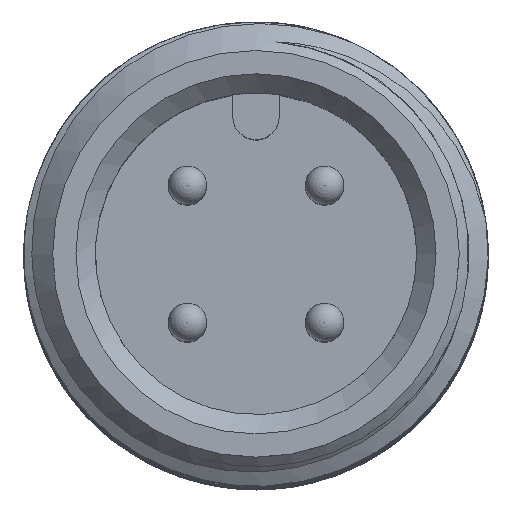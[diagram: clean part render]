
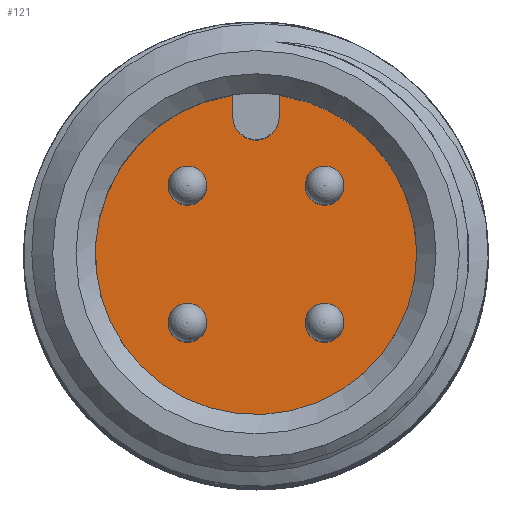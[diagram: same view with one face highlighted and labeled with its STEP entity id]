
A CAD part, top view. The second image highlights one B-rep face of the part: STEP entity #121.
In plain terms, the highlighted planar face has unit normal (0, 0, 1).
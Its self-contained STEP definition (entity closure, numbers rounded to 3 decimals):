
#71=PLANE('',#548);
#77=FACE_BOUND('',#204,.T.);
#78=FACE_BOUND('',#205,.T.);
#79=FACE_BOUND('',#206,.T.);
#80=FACE_BOUND('',#207,.T.);
#81=FACE_BOUND('',#208,.T.);
#121=ADVANCED_FACE('',(#77,#78,#79,#80,#81),#71,.T.);
#204=EDGE_LOOP('',(#300));
#205=EDGE_LOOP('',(#301));
#206=EDGE_LOOP('',(#302));
#207=EDGE_LOOP('',(#303));
#208=EDGE_LOOP('',(#304,#305,#306,#307));
#269=CIRCLE('',#541,4.15);
#270=CIRCLE('',#543,0.5);
#271=CIRCLE('',#544,0.5);
#272=CIRCLE('',#545,0.5);
#273=CIRCLE('',#546,0.5);
#274=CIRCLE('',#547,0.6);
#300=ORIENTED_EDGE('',*,*,#467,.F.);
#301=ORIENTED_EDGE('',*,*,#468,.F.);
#302=ORIENTED_EDGE('',*,*,#469,.F.);
#303=ORIENTED_EDGE('',*,*,#470,.F.);
#304=ORIENTED_EDGE('',*,*,#471,.T.);
#305=ORIENTED_EDGE('',*,*,#472,.T.);
#306=ORIENTED_EDGE('',*,*,#466,.F.);
#307=ORIENTED_EDGE('',*,*,#473,.T.);
#417=VERTEX_POINT('',#745);
#419=VERTEX_POINT('',#749);
#420=VERTEX_POINT('',#753);
#421=VERTEX_POINT('',#755);
#422=VERTEX_POINT('',#757);
#423=VERTEX_POINT('',#759);
#424=VERTEX_POINT('',#761);
#425=VERTEX_POINT('',#762);
#466=EDGE_CURVE('',#419,#417,#269,.T.);
#467=EDGE_CURVE('',#420,#420,#270,.T.);
#468=EDGE_CURVE('',#421,#421,#271,.T.);
#469=EDGE_CURVE('',#422,#422,#272,.T.);
#470=EDGE_CURVE('',#423,#423,#273,.T.);
#471=EDGE_CURVE('',#424,#425,#274,.T.);
#472=EDGE_CURVE('',#425,#417,#525,.T.);
#473=EDGE_CURVE('',#419,#424,#526,.T.);
#525=LINE('',#763,#533);
#526=LINE('',#764,#534);
#533=VECTOR('',#624,1.);
#534=VECTOR('',#625,1.);
#541=AXIS2_PLACEMENT_3D('',#750,#610,#611);
#543=AXIS2_PLACEMENT_3D('',#752,#614,#615);
#544=AXIS2_PLACEMENT_3D('',#754,#616,#617);
#545=AXIS2_PLACEMENT_3D('',#756,#618,#619);
#546=AXIS2_PLACEMENT_3D('',#758,#620,#621);
#547=AXIS2_PLACEMENT_3D('',#760,#622,#623);
#548=AXIS2_PLACEMENT_3D('',#765,#626,#627);
#610=DIRECTION('',(0.,0.,-1.));
#611=DIRECTION('',(1.,0.,0.));
#614=DIRECTION('',(0.,0.,1.));
#615=DIRECTION('',(1.,0.,0.));
#616=DIRECTION('',(0.,0.,1.));
#617=DIRECTION('',(1.,0.,0.));
#618=DIRECTION('',(0.,0.,1.));
#619=DIRECTION('',(1.,0.,0.));
#620=DIRECTION('',(0.,0.,1.));
#621=DIRECTION('',(1.,0.,0.));
#622=DIRECTION('',(0.,0.,-1.));
#623=DIRECTION('',(1.,0.,0.));
#624=DIRECTION('',(0.,1.,0.));
#625=DIRECTION('',(0.,-1.,0.));
#626=DIRECTION('',(0.,0.,1.));
#627=DIRECTION('',(1.,0.,0.));
#745=CARTESIAN_POINT('',(-0.6,4.106,58.1));
#749=CARTESIAN_POINT('',(0.6,4.106,58.1));
#750=CARTESIAN_POINT('',(0.,0.,58.1));
#752=CARTESIAN_POINT('',(-1.77,-1.77,58.1));
#753=CARTESIAN_POINT('',(-1.27,-1.77,58.1));
#754=CARTESIAN_POINT('',(-1.77,1.77,58.1));
#755=CARTESIAN_POINT('',(-1.27,1.77,58.1));
#756=CARTESIAN_POINT('',(1.77,-1.77,58.1));
#757=CARTESIAN_POINT('',(2.27,-1.77,58.1));
#758=CARTESIAN_POINT('',(1.77,1.77,58.1));
#759=CARTESIAN_POINT('',(2.27,1.77,58.1));
#760=CARTESIAN_POINT('',(0.,3.55,58.1));
#761=CARTESIAN_POINT('',(0.6,3.55,58.1));
#762=CARTESIAN_POINT('',(-0.6,3.55,58.1));
#763=CARTESIAN_POINT('',(-0.6,3.55,58.1));
#764=CARTESIAN_POINT('',(0.6,4.106,58.1));
#765=CARTESIAN_POINT('',(0.,0.,58.1));
